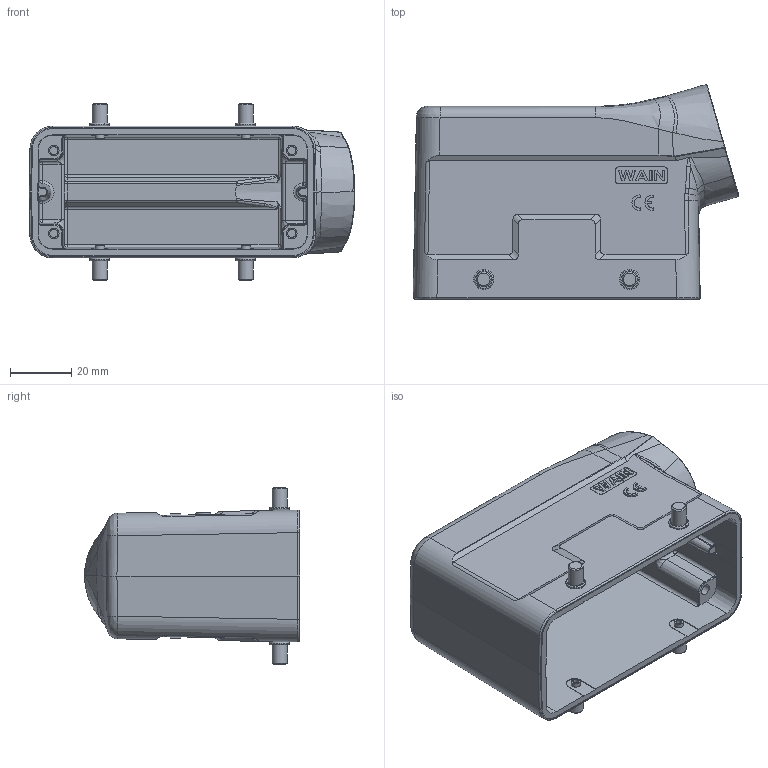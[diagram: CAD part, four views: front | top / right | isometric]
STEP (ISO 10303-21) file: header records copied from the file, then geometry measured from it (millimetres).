
FILE_DESCRIPTION(/* description */ (''),/* implementation_level */ '2;1');
FILE_NAME(/* name */ 'W16B-MSE-4B-M25.stp',/* time_stamp */ '2024-03-18T10:59:41+08:00',/* author */ (''),/* organization */ (''),/* preprocessor_version */ 'ST-DEVELOPER v18.1',/* originating_system */ 'SIEMENS PLM Software NX 1980',/* authorisation */ '');
FILE_SCHEMA (('AP203_CONFIGURATION_CONTROLLED_3D_DESIGN_OF_MECHANICAL_PARTS_AND_ASSEMBLIES_MIM_LF { 1 0 10303 403 2 1 2}'));
Length unit declared in the file: millimetre
Products named in the file (1): 2
Bounding box: 106.06 x 70.04 x 57.5 mm (x, y, z)
Volume: 63463.2 mm3; surface area: 40335.7 mm2
Topology: 1 solids, 1 shells, 493 faces, 1215 edges, 750 vertices
Faces by surface type: plane 219, cylinder 152, bspline 59, torus 22, cone 21, sphere 18, revolution 2
Full cylindrical faces by diameter (mm): 1.9 x4, 2.65 x4, 3 x8, 3.5 x4, 4.9 x4, 6.5 x4, 28 x1, 30.5 x1
Entity records: 16648 total; most frequent: CARTESIAN_POINT 5575, ORIENTED_EDGE 2260, DIRECTION 2209, EDGE_CURVE 1130, AXIS2_PLACEMENT_3D 785, VERTEX_POINT 730, LINE 637, VECTOR 637
